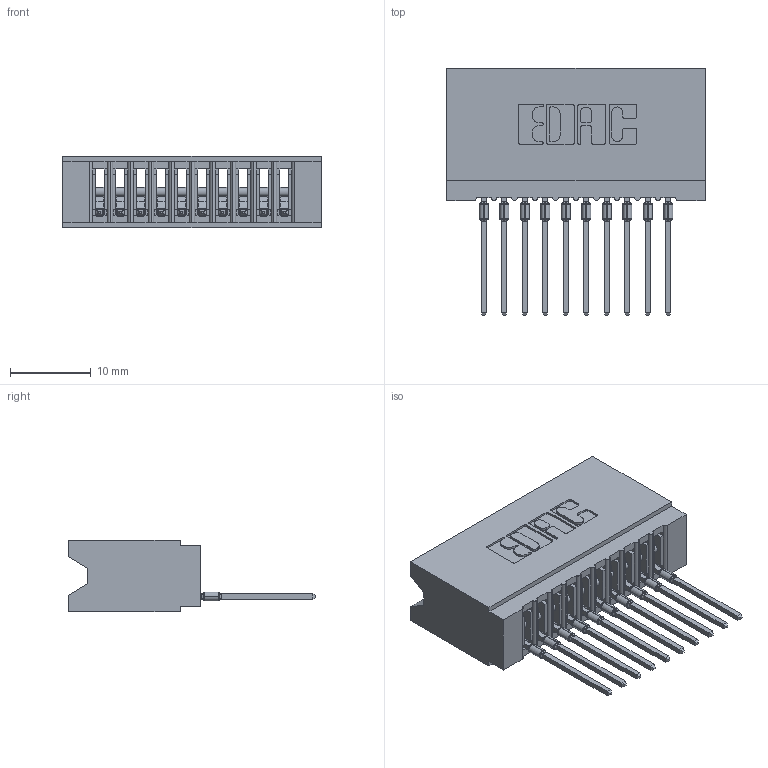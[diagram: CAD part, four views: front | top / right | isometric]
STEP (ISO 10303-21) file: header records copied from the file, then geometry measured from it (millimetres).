
FILE_DESCRIPTION (( 'STEP AP203' ), '1' );
FILE_NAME ('745-010-540-106.STEP', '2026-02-25T15:21:12', ( '' ), ( '' ), 'SwSTEP 2.0', 'SolidWorks 2023', '' );
FILE_SCHEMA (( 'CONFIG_CONTROL_DESIGN' ));
Length unit declared in the file: millimetre
Products named in the file (3): 745-010-540-106; 745 Part_Insulator Option - 06; 745-292-001_540
Assembly tree (11 placements, depth 2):
  745-010-540-106
    745 Part_Insulator Option - 06
    745-292-001_540  x10
Bounding box: 32 x 30.62 x 8.89 mm (x, y, z)
Volume: 2984.7 mm3; surface area: 5063.4 mm2
Topology: 11 solids, 11 shells, 1216 faces, 3340 edges, 2112 vertices
Faces by surface type: plane 726, cylinder 230, bspline 200, torus 60
Entity records: 20904 total; most frequent: CARTESIAN_POINT 4184, ORIENTED_EDGE 3566, DIRECTION 3123, EDGE_CURVE 1783, VECTOR 1541, LINE 1541, VERTEX_POINT 1140, AXIS2_PLACEMENT_3D 791
